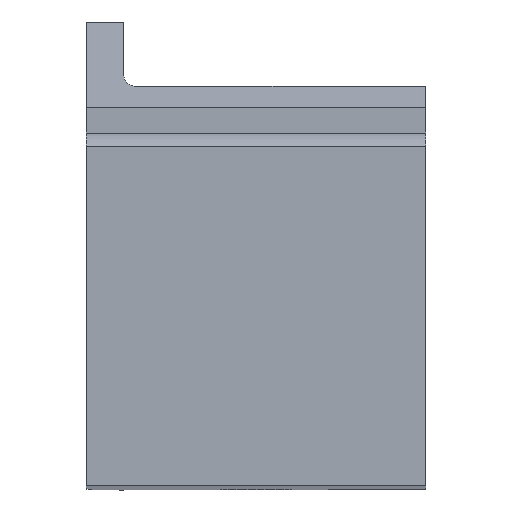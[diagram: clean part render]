
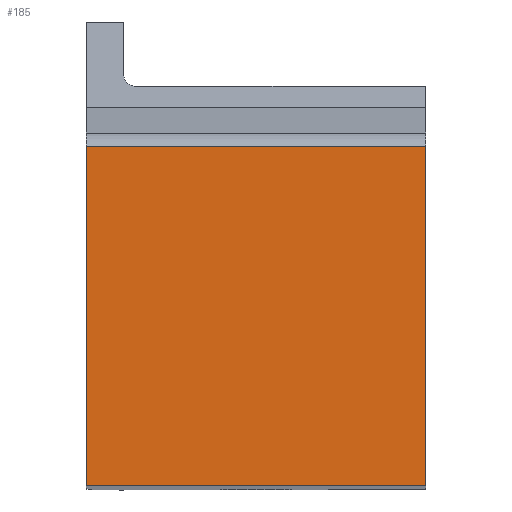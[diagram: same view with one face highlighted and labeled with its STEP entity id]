
A CAD part, top view. The second image highlights one B-rep face of the part: STEP entity #185.
In plain terms, the highlighted planar face has unit normal (0, 0, 1).
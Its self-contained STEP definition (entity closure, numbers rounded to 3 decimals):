
#185=ADVANCED_FACE('',(#368),#294,.T.);
#294=PLANE('',#2832);
#368=FACE_OUTER_BOUND('',#498,.T.);
#498=EDGE_LOOP('',(#841,#842,#843,#844));
#841=ORIENTED_EDGE('',*,*,#1743,.F.);
#842=ORIENTED_EDGE('',*,*,#1717,.F.);
#843=ORIENTED_EDGE('',*,*,#1746,.F.);
#844=ORIENTED_EDGE('',*,*,#1728,.F.);
#1426=VERTEX_POINT('',#4554);
#1427=VERTEX_POINT('',#4556);
#1436=VERTEX_POINT('',#4578);
#1437=VERTEX_POINT('',#4579);
#1717=EDGE_CURVE('',#1426,#1427,#2334,.T.);
#1728=EDGE_CURVE('',#1436,#1437,#2344,.T.);
#1743=EDGE_CURVE('',#1427,#1436,#2356,.T.);
#1746=EDGE_CURVE('',#1437,#1426,#2357,.T.);
#2334=LINE('',#4555,#2542);
#2344=LINE('',#4577,#2552);
#2356=LINE('',#4606,#2564);
#2357=LINE('',#4612,#2565);
#2542=VECTOR('',#3199,1.);
#2552=VECTOR('',#3215,1.);
#2564=VECTOR('',#3235,1.);
#2565=VECTOR('',#3242,1.);
#2832=AXIS2_PLACEMENT_3D('',#4613,#3243,#3244);
#3199=DIRECTION('',(0.,-1.,0.));
#3215=DIRECTION('',(0.,1.,0.));
#3235=DIRECTION('',(-1.,0.,0.));
#3242=DIRECTION('',(1.,0.,0.));
#3243=DIRECTION('',(0.,0.,1.));
#3244=DIRECTION('',(-1.,0.,0.));
#4554=CARTESIAN_POINT('',(0.,15.875,0.));
#4555=CARTESIAN_POINT('',(0.,15.875,0.));
#4556=CARTESIAN_POINT('',(0.,0.,0.));
#4577=CARTESIAN_POINT('',(-15.875,0.,0.));
#4578=CARTESIAN_POINT('',(-15.875,0.,0.));
#4579=CARTESIAN_POINT('',(-15.875,15.875,0.));
#4606=CARTESIAN_POINT('',(0.,0.,0.));
#4612=CARTESIAN_POINT('',(-15.875,15.875,0.));
#4613=CARTESIAN_POINT('',(-7.938,7.938,0.));
